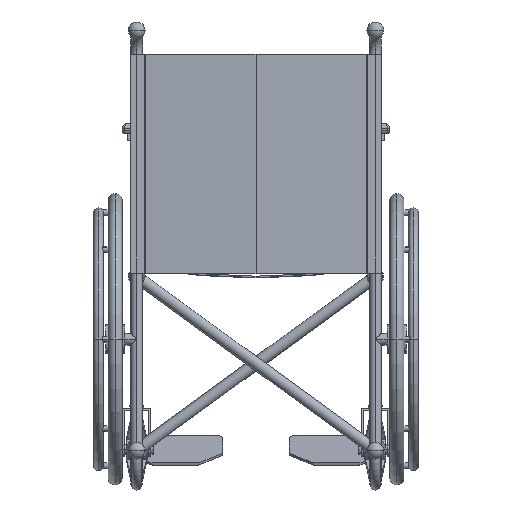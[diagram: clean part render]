
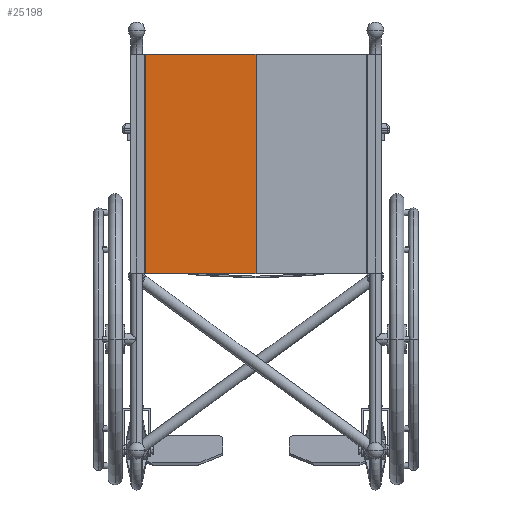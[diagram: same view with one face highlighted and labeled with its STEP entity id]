
A CAD part, top view. The second image highlights one B-rep face of the part: STEP entity #25198.
In plain terms, the highlighted free-form (B-spline) face has degree [3, 1] with [4, 2] control points.
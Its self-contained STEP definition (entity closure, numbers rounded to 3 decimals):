
#887 = CARTESIAN_POINT ( 'NONE',  ( -77.615, 903.506, -274.5 ) ) ;
#2163 = CARTESIAN_POINT ( 'NONE',  ( 0., 903.506, -274.5 ) ) ;
#2551 = VECTOR ( 'NONE', #29913, 1000. ) ;
#3762 = FACE_OUTER_BOUND ( 'NONE', #16243, .T. ) ;
#3965 = CARTESIAN_POINT ( 'NONE',  ( 0., 903.506, -274.5 ) ) ;
#4174 = ORIENTED_EDGE ( 'NONE', *, *, #16099, .T. ) ;
#5223 = DIRECTION ( 'NONE',  ( 0., -1., 0. ) ) ;
#6355 = VERTEX_POINT ( 'NONE', #35725 ) ;
#6551 = CARTESIAN_POINT ( 'NONE',  ( -232.629, 673.506, -284.5 ) ) ;
#7240 = CARTESIAN_POINT ( 'NONE',  ( 0., 443.506, -274.5 ) ) ;
#7477 = VECTOR ( 'NONE', #5223, 1000. ) ;
#9461 = VERTEX_POINT ( 'NONE', #26868 ) ;
#9719 = B_SPLINE_SURFACE_WITH_KNOTS ( 'NONE', 3, 1, ( 
 ( #3965, #7240 ),
 ( #887, #27348 ),
 ( #24675, #27535 ),
 ( #12628, #10116 ) ),
 .UNSPECIFIED., .F., .F., .F.,
 ( 4, 4 ),
 ( 2, 2 ),
 ( 0., 1. ),
 ( 0., 1. ),
 .UNSPECIFIED. ) ;
#10116 = CARTESIAN_POINT ( 'NONE',  ( -232.629, 443.506, -284.5 ) ) ;
#10509 = CARTESIAN_POINT ( 'NONE',  ( -77.615, 443.506, -274.5 ) ) ;
#11563 = CARTESIAN_POINT ( 'NONE',  ( -155.158, 903.506, -277.833 ) ) ;
#11772 = EDGE_CURVE ( 'NONE', #24699, #29486, #27099, .T. ) ;
#12628 = CARTESIAN_POINT ( 'NONE',  ( -232.629, 903.506, -284.5 ) ) ;
#15716 = EDGE_CURVE ( 'NONE', #9461, #24699, #31683, .T. ) ;
#16099 = EDGE_CURVE ( 'NONE', #9461, #6355, #25812, .T. ) ;
#16243 = EDGE_LOOP ( 'NONE', ( #32045, #34822, #4174, #30643 ) ) ;
#16624 = CARTESIAN_POINT ( 'NONE',  ( 0., 443.506, -274.5 ) ) ;
#17990 = CARTESIAN_POINT ( 'NONE',  ( 0., 443.506, -274.5 ) ) ;
#23220 = CARTESIAN_POINT ( 'NONE',  ( -232.629, 903.506, -284.5 ) ) ;
#24675 = CARTESIAN_POINT ( 'NONE',  ( -155.158, 903.506, -277.833 ) ) ;
#24699 = VERTEX_POINT ( 'NONE', #17990 ) ;
#25198 = ADVANCED_FACE ( 'NONE', ( #3762 ), #9719, .T. ) ;
#25812 = B_SPLINE_CURVE_WITH_KNOTS ( 'NONE', 3,
 ( #37745, #35067, #11563, #23220 ),
 .UNSPECIFIED., .F., .F.,
 ( 4, 4 ),
 ( 0., 0.999 ),
 .UNSPECIFIED. ) ;
#26868 = CARTESIAN_POINT ( 'NONE',  ( 0., 903.506, -274.5 ) ) ;
#27099 = B_SPLINE_CURVE_WITH_KNOTS ( 'NONE', 3,
 ( #16624, #10509, #34064, #28475 ),
 .UNSPECIFIED., .F., .F.,
 ( 4, 4 ),
 ( 0., 0.999 ),
 .UNSPECIFIED. ) ;
#27348 = CARTESIAN_POINT ( 'NONE',  ( -77.615, 443.506, -274.5 ) ) ;
#27535 = CARTESIAN_POINT ( 'NONE',  ( -155.158, 443.506, -277.833 ) ) ;
#28475 = CARTESIAN_POINT ( 'NONE',  ( -232.629, 443.506, -284.5 ) ) ;
#29170 = LINE ( 'NONE', #6551, #2551 ) ;
#29486 = VERTEX_POINT ( 'NONE', #30854 ) ;
#29913 = DIRECTION ( 'NONE',  ( 0., -1., 0. ) ) ;
#30643 = ORIENTED_EDGE ( 'NONE', *, *, #33372, .T. ) ;
#30854 = CARTESIAN_POINT ( 'NONE',  ( -232.629, 443.506, -284.5 ) ) ;
#31683 = LINE ( 'NONE', #2163, #7477 ) ;
#32045 = ORIENTED_EDGE ( 'NONE', *, *, #11772, .F. ) ;
#33372 = EDGE_CURVE ( 'NONE', #6355, #29486, #29170, .T. ) ;
#34064 = CARTESIAN_POINT ( 'NONE',  ( -155.158, 443.506, -277.833 ) ) ;
#34822 = ORIENTED_EDGE ( 'NONE', *, *, #15716, .F. ) ;
#35067 = CARTESIAN_POINT ( 'NONE',  ( -77.615, 903.506, -274.5 ) ) ;
#35725 = CARTESIAN_POINT ( 'NONE',  ( -232.629, 903.506, -284.5 ) ) ;
#37745 = CARTESIAN_POINT ( 'NONE',  ( 0., 903.506, -274.5 ) ) ;
